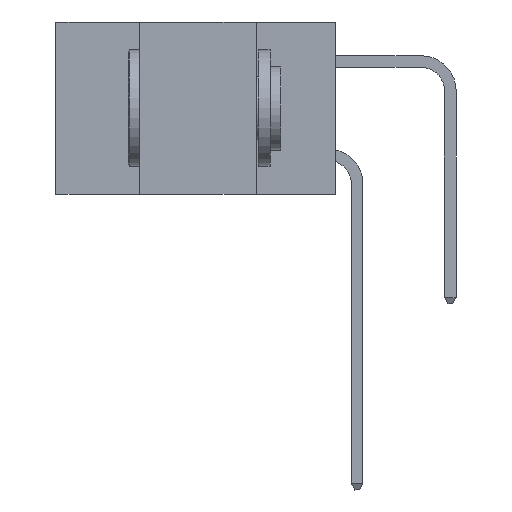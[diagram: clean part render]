
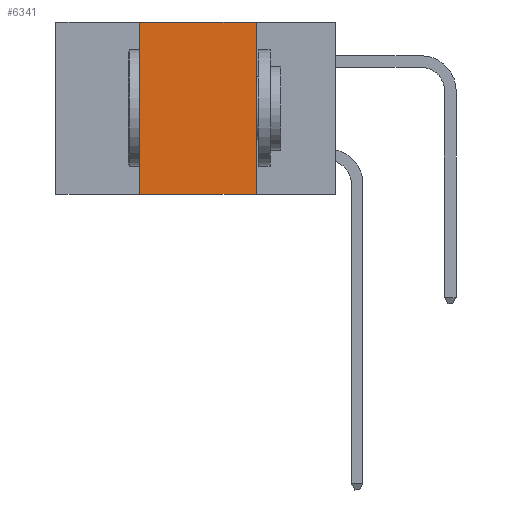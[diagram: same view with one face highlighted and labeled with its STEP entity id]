
A CAD part, left-side view. The second image highlights one B-rep face of the part: STEP entity #6341.
In plain terms, the highlighted planar face has unit normal (-1, 0, 0).
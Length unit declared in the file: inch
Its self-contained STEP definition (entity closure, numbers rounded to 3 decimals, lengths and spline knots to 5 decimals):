
#1505 = CARTESIAN_POINT ( 'NONE',  ( 0., 0.42, 0. ) ) ;
#1859 = ORIENTED_EDGE ( 'NONE', *, *, #9385, .T. ) ;
#2142 = CARTESIAN_POINT ( 'NONE',  ( 0., 0.6, 0. ) ) ;
#2399 = ORIENTED_EDGE ( 'NONE', *, *, #4153, .F. ) ;
#3096 = EDGE_LOOP ( 'NONE', ( #3675, #2399, #12680, #1859 ) ) ;
#3242 = VERTEX_POINT ( 'NONE', #16446 ) ;
#3473 = CARTESIAN_POINT ( 'NONE',  ( 0., 0.6, -0.37 ) ) ;
#3611 = DIRECTION ( 'NONE',  ( 0., -1., 0. ) ) ;
#3675 = ORIENTED_EDGE ( 'NONE', *, *, #4923, .F. ) ;
#3742 = CARTESIAN_POINT ( 'NONE',  ( 0., 0.17, 0. ) ) ;
#3965 = VERTEX_POINT ( 'NONE', #4838 ) ;
#4153 = EDGE_CURVE ( 'NONE', #11147, #3965, #15587, .T. ) ;
#4223 = AXIS2_PLACEMENT_3D ( 'NONE', #12671, #10038, #11284 ) ;
#4244 = FACE_OUTER_BOUND ( 'NONE', #3096, .T. ) ;
#4536 = CARTESIAN_POINT ( 'NONE',  ( 0., 0.42, 0. ) ) ;
#4838 = CARTESIAN_POINT ( 'NONE',  ( 0., 0.17, 0. ) ) ;
#4923 = EDGE_CURVE ( 'NONE', #3965, #3242, #16622, .T. ) ;
#6059 = VECTOR ( 'NONE', #14404, 39.37008 ) ;
#6341 = ADVANCED_FACE ( 'NONE', ( #4244 ), #9912, .F. ) ;
#8188 = LINE ( 'NONE', #3473, #6059 ) ;
#8687 = DIRECTION ( 'NONE',  ( 0., 0., 1. ) ) ;
#9385 = EDGE_CURVE ( 'NONE', #17503, #3242, #8188, .T. ) ;
#9912 = PLANE ( 'NONE',  #4223 ) ;
#10038 = DIRECTION ( 'NONE',  ( 1., 0., 0. ) ) ;
#11147 = VERTEX_POINT ( 'NONE', #4536 ) ;
#11284 = DIRECTION ( 'NONE',  ( 0., 0., -1. ) ) ;
#11356 = CARTESIAN_POINT ( 'NONE',  ( 0., 0.42, -0.37 ) ) ;
#12291 = LINE ( 'NONE', #1505, #14653 ) ;
#12671 = CARTESIAN_POINT ( 'NONE',  ( 0., 0.6, 0. ) ) ;
#12680 = ORIENTED_EDGE ( 'NONE', *, *, #15017, .F. ) ;
#13447 = DIRECTION ( 'NONE',  ( 0., 0., -1. ) ) ;
#14404 = DIRECTION ( 'NONE',  ( 0., -1., 0. ) ) ;
#14653 = VECTOR ( 'NONE', #8687, 39.37008 ) ;
#15017 = EDGE_CURVE ( 'NONE', #17503, #11147, #12291, .T. ) ;
#15587 = LINE ( 'NONE', #2142, #17290 ) ;
#16446 = CARTESIAN_POINT ( 'NONE',  ( 0., 0.17, -0.37 ) ) ;
#16622 = LINE ( 'NONE', #3742, #17071 ) ;
#17071 = VECTOR ( 'NONE', #13447, 39.37008 ) ;
#17290 = VECTOR ( 'NONE', #3611, 39.37008 ) ;
#17503 = VERTEX_POINT ( 'NONE', #11356 ) ;
